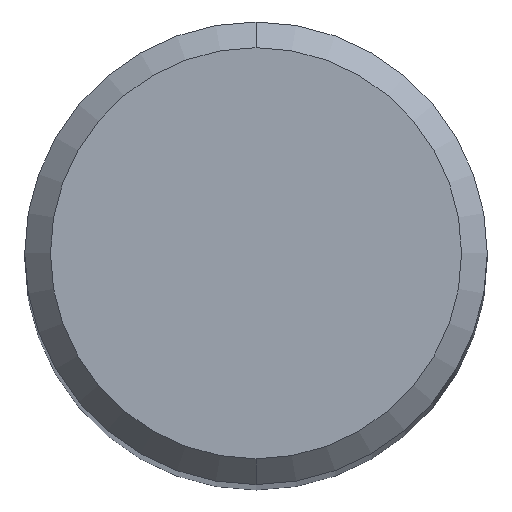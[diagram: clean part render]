
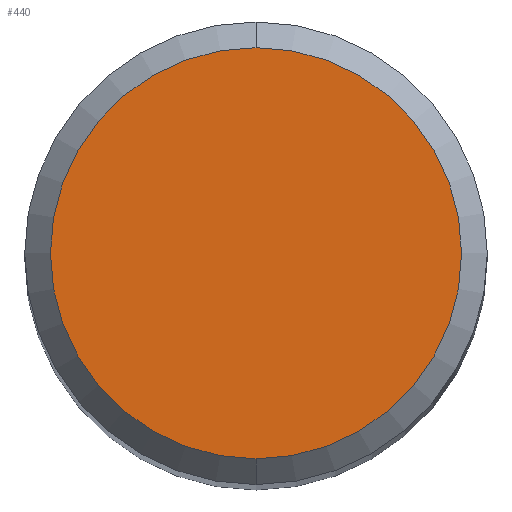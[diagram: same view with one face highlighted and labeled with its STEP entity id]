
A CAD part, top view. The second image highlights one B-rep face of the part: STEP entity #440.
In plain terms, the highlighted planar face has unit normal (0, 0, 1).
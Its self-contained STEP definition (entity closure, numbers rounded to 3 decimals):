
#262=VERTEX_POINT('',#574);
#292=VERTEX_POINT('',#607);
#338=EDGE_CURVE('',#262,#292,#659,.T.);
#354=EDGE_CURVE('',#292,#262,#676,.T.);
#440=ADVANCED_FACE('',(#769),#770,.T.);
#574=CARTESIAN_POINT('',(0.0,4.0,0.0));
#607=CARTESIAN_POINT('',(0.,-4.0,0.0));
#659=CIRCLE('',#1126,4.0);
#676=CIRCLE('',#1165,4.0);
#769=FACE_OUTER_BOUND('',#1404,.T.);
#770=PLANE('',#1405);
#1126=AXIS2_PLACEMENT_3D('',#1655,#1656,#1657);
#1165=AXIS2_PLACEMENT_3D('',#1675,#1676,#1677);
#1404=EDGE_LOOP('',(#1786,#1787));
#1405=AXIS2_PLACEMENT_3D('',#1788,#1789,#1790);
#1655=CARTESIAN_POINT('',(0.0,0.0,0.0));
#1656=DIRECTION('',(0.0,0.0,-1.0));
#1657=DIRECTION('',(0.0,1.0,0.0));
#1675=CARTESIAN_POINT('',(0.0,0.0,0.0));
#1676=DIRECTION('',(0.0,0.0,-1.0));
#1677=DIRECTION('',(0.0,1.0,0.0));
#1786=ORIENTED_EDGE('',*,*,#338,.F.);
#1787=ORIENTED_EDGE('',*,*,#354,.F.);
#1788=CARTESIAN_POINT('',(0.0,2.0,0.0));
#1789=DIRECTION('',(-0.0,0.0,1.0));
#1790=DIRECTION('',(0.0,-1.0,0.0));
